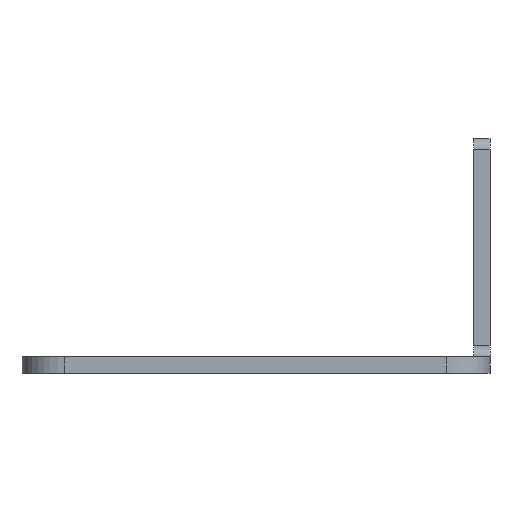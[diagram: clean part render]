
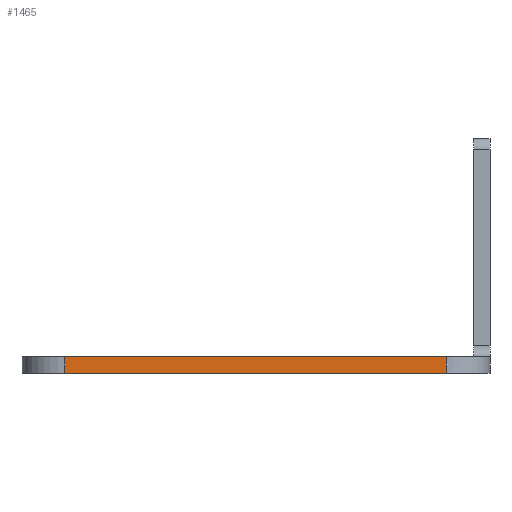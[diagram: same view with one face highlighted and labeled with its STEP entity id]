
A CAD part, left-side view. The second image highlights one B-rep face of the part: STEP entity #1465.
In plain terms, the highlighted planar face has unit normal (-1, 0, 0).
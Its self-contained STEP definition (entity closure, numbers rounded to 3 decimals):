
#32 = PLANE('',#33);
#33 = AXIS2_PLACEMENT_3D('',#34,#35,#36);
#34 = CARTESIAN_POINT('',(0.004,-0.014,1.5));
#35 = DIRECTION('',(0.,0.,1.));
#36 = DIRECTION('',(1.,0.,0.));
#171 = VERTEX_POINT('',#172);
#172 = CARTESIAN_POINT('',(-38.99,17.528,1.5));
#187 = CYLINDRICAL_SURFACE('',#188,3.95);
#188 = AXIS2_PLACEMENT_3D('',#189,#190,#191);
#189 = CARTESIAN_POINT('',(-35.04,17.515,0.));
#190 = DIRECTION('',(-0.,-0.,-1.));
#191 = DIRECTION('',(1.,0.,0.));
#199 = EDGE_CURVE('',#200,#171,#202,.T.);
#200 = VERTEX_POINT('',#201);
#201 = CARTESIAN_POINT('',(-38.99,-17.454,1.5));
#202 = SURFACE_CURVE('',#203,(#207,#214),.PCURVE_S1.);
#203 = LINE('',#204,#205);
#204 = CARTESIAN_POINT('',(-38.99,-17.454,1.5));
#205 = VECTOR('',#206,1.);
#206 = DIRECTION('',(0.,1.,0.));
#207 = PCURVE('',#32,#208);
#208 = DEFINITIONAL_REPRESENTATION('',(#209),#213);
#209 = LINE('',#210,#211);
#210 = CARTESIAN_POINT('',(-38.994,-17.439));
#211 = VECTOR('',#212,1.);
#212 = DIRECTION('',(0.,1.));
#213 = ( GEOMETRIC_REPRESENTATION_CONTEXT(2) 
PARAMETRIC_REPRESENTATION_CONTEXT() REPRESENTATION_CONTEXT('2D SPACE',''
  ) );
#214 = PCURVE('',#215,#220);
#215 = PLANE('',#216);
#216 = AXIS2_PLACEMENT_3D('',#217,#218,#219);
#217 = CARTESIAN_POINT('',(-38.99,-17.454,0.));
#218 = DIRECTION('',(-1.,0.,0.));
#219 = DIRECTION('',(0.,1.,0.));
#220 = DEFINITIONAL_REPRESENTATION('',(#221),#225);
#221 = LINE('',#222,#223);
#222 = CARTESIAN_POINT('',(0.,-1.5));
#223 = VECTOR('',#224,1.);
#224 = DIRECTION('',(1.,0.));
#225 = ( GEOMETRIC_REPRESENTATION_CONTEXT(2) 
PARAMETRIC_REPRESENTATION_CONTEXT() REPRESENTATION_CONTEXT('2D SPACE',''
  ) );
#244 = CYLINDRICAL_SURFACE('',#245,3.95);
#245 = AXIS2_PLACEMENT_3D('',#246,#247,#248);
#246 = CARTESIAN_POINT('',(-35.04,-17.515,0.));
#247 = DIRECTION('',(-0.,-0.,-1.));
#248 = DIRECTION('',(1.,0.,0.));
#647 = PLANE('',#648);
#648 = AXIS2_PLACEMENT_3D('',#649,#650,#651);
#649 = CARTESIAN_POINT('',(0.004,-0.014,0.));
#650 = DIRECTION('',(0.,0.,1.));
#651 = DIRECTION('',(1.,0.,0.));
#1421 = EDGE_CURVE('',#1422,#171,#1424,.T.);
#1422 = VERTEX_POINT('',#1423);
#1423 = CARTESIAN_POINT('',(-38.99,17.528,0.));
#1424 = SURFACE_CURVE('',#1425,(#1429,#1436),.PCURVE_S1.);
#1425 = LINE('',#1426,#1427);
#1426 = CARTESIAN_POINT('',(-38.99,17.528,0.));
#1427 = VECTOR('',#1428,1.);
#1428 = DIRECTION('',(0.,0.,1.));
#1429 = PCURVE('',#187,#1430);
#1430 = DEFINITIONAL_REPRESENTATION('',(#1431),#1435);
#1431 = LINE('',#1432,#1433);
#1432 = CARTESIAN_POINT('',(-3.138,0.));
#1433 = VECTOR('',#1434,1.);
#1434 = DIRECTION('',(-0.,-1.));
#1435 = ( GEOMETRIC_REPRESENTATION_CONTEXT(2) 
PARAMETRIC_REPRESENTATION_CONTEXT() REPRESENTATION_CONTEXT('2D SPACE',''
  ) );
#1436 = PCURVE('',#215,#1437);
#1437 = DEFINITIONAL_REPRESENTATION('',(#1438),#1442);
#1438 = LINE('',#1439,#1440);
#1439 = CARTESIAN_POINT('',(34.982,0.));
#1440 = VECTOR('',#1441,1.);
#1441 = DIRECTION('',(0.,-1.));
#1442 = ( GEOMETRIC_REPRESENTATION_CONTEXT(2) 
PARAMETRIC_REPRESENTATION_CONTEXT() REPRESENTATION_CONTEXT('2D SPACE',''
  ) );
#1465 = ADVANCED_FACE('',(#1466),#215,.T.);
#1466 = FACE_BOUND('',#1467,.T.);
#1467 = EDGE_LOOP('',(#1468,#1491,#1492,#1493));
#1468 = ORIENTED_EDGE('',*,*,#1469,.T.);
#1469 = EDGE_CURVE('',#1470,#200,#1472,.T.);
#1470 = VERTEX_POINT('',#1471);
#1471 = CARTESIAN_POINT('',(-38.99,-17.454,0.));
#1472 = SURFACE_CURVE('',#1473,(#1477,#1484),.PCURVE_S1.);
#1473 = LINE('',#1474,#1475);
#1474 = CARTESIAN_POINT('',(-38.99,-17.454,0.));
#1475 = VECTOR('',#1476,1.);
#1476 = DIRECTION('',(0.,0.,1.));
#1477 = PCURVE('',#215,#1478);
#1478 = DEFINITIONAL_REPRESENTATION('',(#1479),#1483);
#1479 = LINE('',#1480,#1481);
#1480 = CARTESIAN_POINT('',(0.,0.));
#1481 = VECTOR('',#1482,1.);
#1482 = DIRECTION('',(0.,-1.));
#1483 = ( GEOMETRIC_REPRESENTATION_CONTEXT(2) 
PARAMETRIC_REPRESENTATION_CONTEXT() REPRESENTATION_CONTEXT('2D SPACE',''
  ) );
#1484 = PCURVE('',#244,#1485);
#1485 = DEFINITIONAL_REPRESENTATION('',(#1486),#1490);
#1486 = LINE('',#1487,#1488);
#1487 = CARTESIAN_POINT('',(-3.126,0.));
#1488 = VECTOR('',#1489,1.);
#1489 = DIRECTION('',(-0.,-1.));
#1490 = ( GEOMETRIC_REPRESENTATION_CONTEXT(2) 
PARAMETRIC_REPRESENTATION_CONTEXT() REPRESENTATION_CONTEXT('2D SPACE',''
  ) );
#1491 = ORIENTED_EDGE('',*,*,#199,.T.);
#1492 = ORIENTED_EDGE('',*,*,#1421,.F.);
#1493 = ORIENTED_EDGE('',*,*,#1494,.F.);
#1494 = EDGE_CURVE('',#1470,#1422,#1495,.T.);
#1495 = SURFACE_CURVE('',#1496,(#1500,#1507),.PCURVE_S1.);
#1496 = LINE('',#1497,#1498);
#1497 = CARTESIAN_POINT('',(-38.99,-17.454,0.));
#1498 = VECTOR('',#1499,1.);
#1499 = DIRECTION('',(0.,1.,0.));
#1500 = PCURVE('',#215,#1501);
#1501 = DEFINITIONAL_REPRESENTATION('',(#1502),#1506);
#1502 = LINE('',#1503,#1504);
#1503 = CARTESIAN_POINT('',(0.,0.));
#1504 = VECTOR('',#1505,1.);
#1505 = DIRECTION('',(1.,0.));
#1506 = ( GEOMETRIC_REPRESENTATION_CONTEXT(2) 
PARAMETRIC_REPRESENTATION_CONTEXT() REPRESENTATION_CONTEXT('2D SPACE',''
  ) );
#1507 = PCURVE('',#647,#1508);
#1508 = DEFINITIONAL_REPRESENTATION('',(#1509),#1513);
#1509 = LINE('',#1510,#1511);
#1510 = CARTESIAN_POINT('',(-38.994,-17.439));
#1511 = VECTOR('',#1512,1.);
#1512 = DIRECTION('',(0.,1.));
#1513 = ( GEOMETRIC_REPRESENTATION_CONTEXT(2) 
PARAMETRIC_REPRESENTATION_CONTEXT() REPRESENTATION_CONTEXT('2D SPACE',''
  ) );
